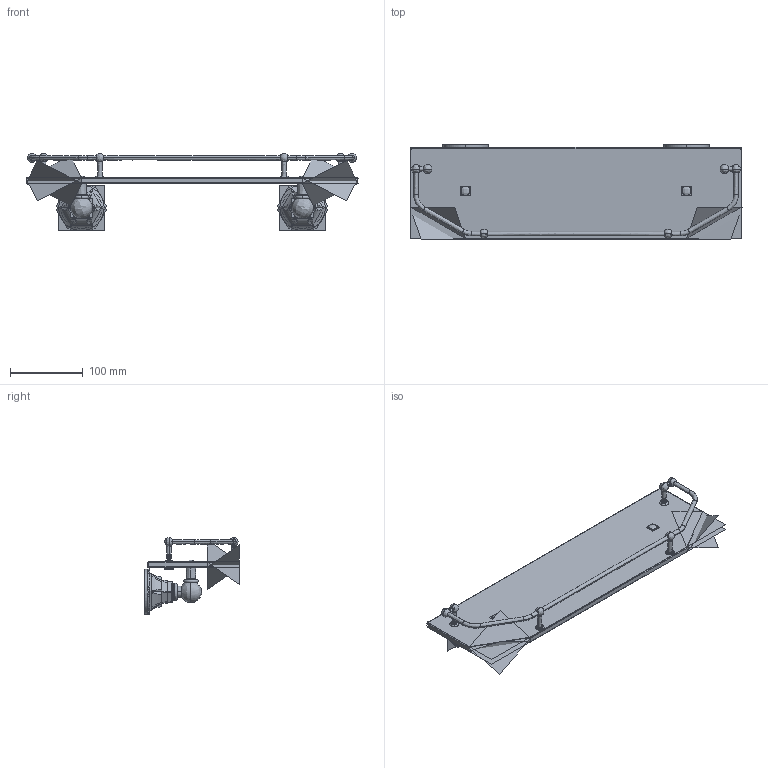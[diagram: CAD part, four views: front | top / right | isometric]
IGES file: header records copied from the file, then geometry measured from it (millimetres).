
Start section:  PTC IGES file: 635t-18.igs
Global section: file name: 635t-18.igs; native system: Pro/ENGINEER by Parametric Technology Corporation; preprocessor: 2009300; author: project; organization: Unknown; date: 20101004.140421; units: inch
Bounding box: 457.6 x 130.86 x 106.12 mm (x, y, z)
Surface area: 14707972.1 mm2 (no closed solid volume)
Topology: 0 solids, 0 shells, 1696 faces, 11064 edges, 11004 vertices
Faces by surface type: bspline 1696
